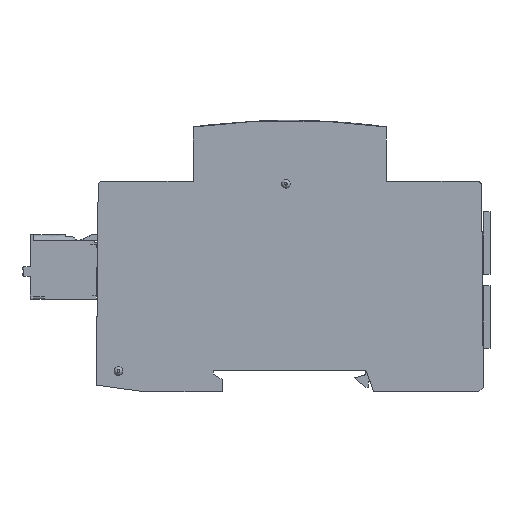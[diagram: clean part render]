
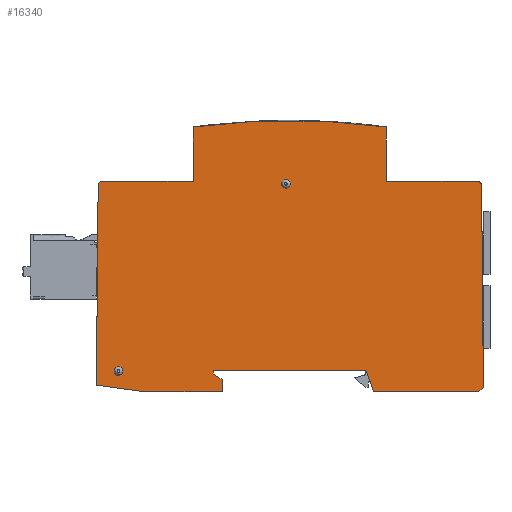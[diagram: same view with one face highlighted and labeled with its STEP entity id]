
A CAD part, left-side view. The second image highlights one B-rep face of the part: STEP entity #16340.
In plain terms, the highlighted planar face has unit normal (-1, 0, 0).
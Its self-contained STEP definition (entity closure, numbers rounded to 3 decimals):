
#274=FACE_BOUND('',#2294,.T.);
#275=FACE_BOUND('',#2295,.T.);
#402=CIRCLE('',#16935,1.);
#412=CIRCLE('',#16956,1.);
#415=CIRCLE('',#16961,1.);
#426=CIRCLE('',#16982,1.);
#435=CIRCLE('',#17001,1.);
#461=CIRCLE('',#17084,166.);
#552=CIRCLE('',#17481,1.);
#1411=FACE_OUTER_BOUND('',#2293,.T.);
#2293=EDGE_LOOP('',(#13484,#13485,#13486,#13487,#13488,#13489,#13490,#13491,
#13492,#13493,#13494,#13495,#13496,#13497,#13498,#13499,#13500,#13501,#13502,
#13503,#13504,#13505));
#2294=EDGE_LOOP('',(#13506));
#2295=EDGE_LOOP('',(#13507));
#3154=LINE('',#23814,#5028);
#3171=LINE('',#23882,#5045);
#3221=LINE('',#24087,#5095);
#3235=LINE('',#24161,#5109);
#3694=LINE('',#25810,#5568);
#3913=LINE('',#26368,#5787);
#3914=LINE('',#26370,#5788);
#3915=LINE('',#26372,#5789);
#3916=LINE('',#26374,#5790);
#3917=LINE('',#26376,#5791);
#3918=LINE('',#26378,#5792);
#3919=LINE('',#26380,#5793);
#3920=LINE('',#26382,#5794);
#3921=LINE('',#26384,#5795);
#3922=LINE('',#26386,#5796);
#3923=LINE('',#26388,#5797);
#3924=LINE('',#26389,#5798);
#5028=VECTOR('',#19021,12.648);
#5045=VECTOR('',#19064,21.146);
#5095=VECTOR('',#19246,21.146);
#5109=VECTOR('',#19286,12.648);
#5568=VECTOR('',#20361,40.51);
#5787=VECTOR('',#20892,11.102);
#5788=VECTOR('',#20893,18.2);
#5789=VECTOR('',#20894,2.801);
#5790=VECTOR('',#20895,2.385);
#5791=VECTOR('',#20896,0.9);
#5792=VECTOR('',#20897,35.5);
#5793=VECTOR('',#20898,5.321);
#5794=VECTOR('',#20899,24.48);
#5795=VECTOR('',#20900,1.414);
#5796=VECTOR('',#20901,6.5);
#5797=VECTOR('',#20902,18.21);
#5798=VECTOR('',#20903,40.51);
#6867=VERTEX_POINT('',#23811);
#6868=VERTEX_POINT('',#23813);
#6882=VERTEX_POINT('',#23870);
#6886=VERTEX_POINT('',#23880);
#6903=VERTEX_POINT('',#23933);
#6905=VERTEX_POINT('',#23941);
#6922=VERTEX_POINT('',#24019);
#6925=VERTEX_POINT('',#24024);
#6942=VERTEX_POINT('',#24077);
#6944=VERTEX_POINT('',#24080);
#6964=VERTEX_POINT('',#24159);
#7342=VERTEX_POINT('',#25809);
#7517=VERTEX_POINT('',#26367);
#7518=VERTEX_POINT('',#26369);
#7519=VERTEX_POINT('',#26371);
#7520=VERTEX_POINT('',#26373);
#7521=VERTEX_POINT('',#26375);
#7522=VERTEX_POINT('',#26377);
#7523=VERTEX_POINT('',#26379);
#7524=VERTEX_POINT('',#26381);
#7525=VERTEX_POINT('',#26383);
#7526=VERTEX_POINT('',#26385);
#7527=VERTEX_POINT('',#26387);
#7528=VERTEX_POINT('',#26390);
#8645=EDGE_CURVE('',#6867,#6868,#3154,.T.);
#8665=EDGE_CURVE('',#6867,#6882,#402,.T.);
#8670=EDGE_CURVE('',#6882,#6886,#3171,.T.);
#8696=EDGE_CURVE('',#6903,#6886,#412,.T.);
#8699=EDGE_CURVE('',#6905,#6905,#415,.T.);
#8724=EDGE_CURVE('',#6922,#6925,#426,.T.);
#8750=EDGE_CURVE('',#6942,#6944,#435,.T.);
#8754=EDGE_CURVE('',#6944,#6925,#3221,.T.);
#8780=EDGE_CURVE('',#6964,#6942,#3235,.T.);
#8901=EDGE_CURVE('',#6868,#6964,#461,.T.);
#9380=EDGE_CURVE('',#7342,#6903,#3694,.T.);
#9652=EDGE_CURVE('',#7342,#7517,#3913,.T.);
#9653=EDGE_CURVE('',#7518,#7517,#3914,.T.);
#9654=EDGE_CURVE('',#7519,#7518,#3915,.T.);
#9655=EDGE_CURVE('',#7520,#7519,#3916,.T.);
#9656=EDGE_CURVE('',#7521,#7520,#3917,.T.);
#9657=EDGE_CURVE('',#7522,#7521,#3918,.T.);
#9658=EDGE_CURVE('',#7523,#7522,#3919,.T.);
#9659=EDGE_CURVE('',#7524,#7523,#3920,.T.);
#9660=EDGE_CURVE('',#7525,#7524,#3921,.T.);
#9661=EDGE_CURVE('',#7526,#7525,#3922,.T.);
#9662=EDGE_CURVE('',#7527,#7526,#3923,.T.);
#9663=EDGE_CURVE('',#7527,#6922,#3924,.T.);
#9664=EDGE_CURVE('',#7528,#7528,#552,.T.);
#13484=ORIENTED_EDGE('',*,*,#9380,.F.);
#13485=ORIENTED_EDGE('',*,*,#9652,.T.);
#13486=ORIENTED_EDGE('',*,*,#9653,.F.);
#13487=ORIENTED_EDGE('',*,*,#9654,.F.);
#13488=ORIENTED_EDGE('',*,*,#9655,.F.);
#13489=ORIENTED_EDGE('',*,*,#9656,.F.);
#13490=ORIENTED_EDGE('',*,*,#9657,.F.);
#13491=ORIENTED_EDGE('',*,*,#9658,.F.);
#13492=ORIENTED_EDGE('',*,*,#9659,.F.);
#13493=ORIENTED_EDGE('',*,*,#9660,.F.);
#13494=ORIENTED_EDGE('',*,*,#9661,.F.);
#13495=ORIENTED_EDGE('',*,*,#9662,.F.);
#13496=ORIENTED_EDGE('',*,*,#9663,.T.);
#13497=ORIENTED_EDGE('',*,*,#8724,.T.);
#13498=ORIENTED_EDGE('',*,*,#8754,.F.);
#13499=ORIENTED_EDGE('',*,*,#8750,.F.);
#13500=ORIENTED_EDGE('',*,*,#8780,.F.);
#13501=ORIENTED_EDGE('',*,*,#8901,.F.);
#13502=ORIENTED_EDGE('',*,*,#8645,.F.);
#13503=ORIENTED_EDGE('',*,*,#8665,.T.);
#13504=ORIENTED_EDGE('',*,*,#8670,.T.);
#13505=ORIENTED_EDGE('',*,*,#8696,.F.);
#13506=ORIENTED_EDGE('',*,*,#8699,.F.);
#13507=ORIENTED_EDGE('',*,*,#9664,.T.);
#15552=PLANE('',#17480);
#16340=ADVANCED_FACE('',(#1411,#274,#275),#15552,.F.);
#16935=AXIS2_PLACEMENT_3D('',#23872,#19055,#19056);
#16956=AXIS2_PLACEMENT_3D('',#23936,#19118,#19119);
#16961=AXIS2_PLACEMENT_3D('',#23942,#19128,#19129);
#16982=AXIS2_PLACEMENT_3D('',#24026,#19183,#19184);
#17001=AXIS2_PLACEMENT_3D('',#24081,#19238,#19239);
#17084=AXIS2_PLACEMENT_3D('',#24657,#19483,#19484);
#17480=AXIS2_PLACEMENT_3D('',#26366,#20890,#20891);
#17481=AXIS2_PLACEMENT_3D('',#26391,#20904,#20905);
#19021=DIRECTION('',(0.,0.,1.));
#19055=DIRECTION('center_axis',(-1.,0.,0.));
#19056=DIRECTION('ref_axis',(0.,-1.,0.));
#19064=DIRECTION('',(0.,1.,0.));
#19118=DIRECTION('center_axis',(1.,0.,0.));
#19119=DIRECTION('ref_axis',(0.,1.,0.));
#19128=DIRECTION('center_axis',(-1.,0.,0.));
#19129=DIRECTION('ref_axis',(0.,1.,0.));
#19183=DIRECTION('center_axis',(-1.,0.,0.));
#19184=DIRECTION('ref_axis',(0.,-1.,0.));
#19238=DIRECTION('center_axis',(1.,0.,0.));
#19239=DIRECTION('ref_axis',(0.,1.,0.));
#19246=DIRECTION('',(0.,-1.,0.));
#19286=DIRECTION('',(0.,0.,-1.));
#19483=DIRECTION('center_axis',(1.,0.,0.));
#19484=DIRECTION('ref_axis',(0.,1.,0.));
#20361=DIRECTION('',(0.,-0.009,1.));
#20890=DIRECTION('center_axis',(1.,0.,0.));
#20891=DIRECTION('ref_axis',(0.,-1.,0.));
#20892=DIRECTION('',(0.,-0.991,-0.135));
#20893=DIRECTION('',(0.,1.,0.));
#20894=DIRECTION('',(0.,0.,-1.));
#20895=DIRECTION('',(0.,-0.839,-0.545));
#20896=DIRECTION('',(0.,0.,-1.));
#20897=DIRECTION('',(0.,1.,0.));
#20898=DIRECTION('',(0.,0.342,0.94));
#20899=DIRECTION('',(0.,1.,0.));
#20900=DIRECTION('',(0.,0.707,-0.707));
#20901=DIRECTION('',(0.,0.,-1.));
#20902=DIRECTION('',(0.,-1.,0.));
#20903=DIRECTION('',(0.,0.009,1.));
#20904=DIRECTION('center_axis',(1.,0.,0.));
#20905=DIRECTION('ref_axis',(0.,1.,0.));
#23811=CARTESIAN_POINT('',(-17.9,24.37,49.));
#23813=CARTESIAN_POINT('',(-17.9,24.37,61.648));
#23814=CARTESIAN_POINT('',(-17.9,24.37,49.));
#23870=CARTESIAN_POINT('',(-17.9,24.378,49.));
#23872=CARTESIAN_POINT('Origin',(-17.9,24.378,48.));
#23880=CARTESIAN_POINT('',(-17.9,45.524,49.));
#23882=CARTESIAN_POINT('',(-17.9,24.378,49.));
#23933=CARTESIAN_POINT('',(-17.9,46.52,48.092));
#23936=CARTESIAN_POINT('Origin',(-17.9,45.524,48.));
#23941=CARTESIAN_POINT('',(-17.9,3.82,48.4));
#23942=CARTESIAN_POINT('Origin',(-17.9,2.82,48.4));
#24019=CARTESIAN_POINT('',(-17.9,-42.776,48.092));
#24024=CARTESIAN_POINT('',(-17.9,-41.781,49.));
#24026=CARTESIAN_POINT('Origin',(-17.9,-41.781,48.));
#24077=CARTESIAN_POINT('',(-17.9,-20.63,49.));
#24080=CARTESIAN_POINT('',(-17.9,-20.635,49.));
#24081=CARTESIAN_POINT('Origin',(-17.9,-20.635,48.));
#24087=CARTESIAN_POINT('',(-17.9,-20.635,49.));
#24159=CARTESIAN_POINT('',(-17.9,-20.63,61.648));
#24161=CARTESIAN_POINT('',(-17.9,-20.63,61.648));
#24657=CARTESIAN_POINT('Origin',(-17.9,1.87,-102.82));
#25809=CARTESIAN_POINT('',(-17.9,46.927,1.509));
#25810=CARTESIAN_POINT('',(-17.9,46.878,7.1));
#26366=CARTESIAN_POINT('Origin',(-17.9,48.068,51.075));
#26367=CARTESIAN_POINT('',(-17.9,35.86,0.));
#26368=CARTESIAN_POINT('',(-17.9,46.86,1.5));
#26369=CARTESIAN_POINT('',(-17.9,17.66,0.));
#26370=CARTESIAN_POINT('',(-17.9,17.66,0.));
#26371=CARTESIAN_POINT('',(-17.9,17.66,2.801));
#26372=CARTESIAN_POINT('',(-17.9,17.66,2.801));
#26373=CARTESIAN_POINT('',(-17.9,19.66,4.1));
#26374=CARTESIAN_POINT('',(-17.9,19.66,4.1));
#26375=CARTESIAN_POINT('',(-17.9,19.66,5.));
#26376=CARTESIAN_POINT('',(-17.9,19.66,5.));
#26377=CARTESIAN_POINT('',(-17.9,-15.84,5.));
#26378=CARTESIAN_POINT('',(-17.9,-15.84,5.));
#26379=CARTESIAN_POINT('',(-17.9,-17.66,0.));
#26380=CARTESIAN_POINT('',(-17.9,-17.66,0.));
#26381=CARTESIAN_POINT('',(-17.9,-42.14,0.));
#26382=CARTESIAN_POINT('',(-17.9,-42.14,0.));
#26383=CARTESIAN_POINT('',(-17.9,-43.14,1.));
#26384=CARTESIAN_POINT('',(-17.9,-43.14,1.));
#26385=CARTESIAN_POINT('',(-17.9,-43.14,7.5));
#26386=CARTESIAN_POINT('',(-17.9,-43.14,7.5));
#26387=CARTESIAN_POINT('',(-17.9,-43.131,7.5));
#26388=CARTESIAN_POINT('',(-17.9,-24.93,7.5));
#26389=CARTESIAN_POINT('',(-17.9,-43.134,7.1));
#26390=CARTESIAN_POINT('',(-17.9,42.81,4.8));
#26391=CARTESIAN_POINT('Origin',(-17.9,41.81,4.8));
